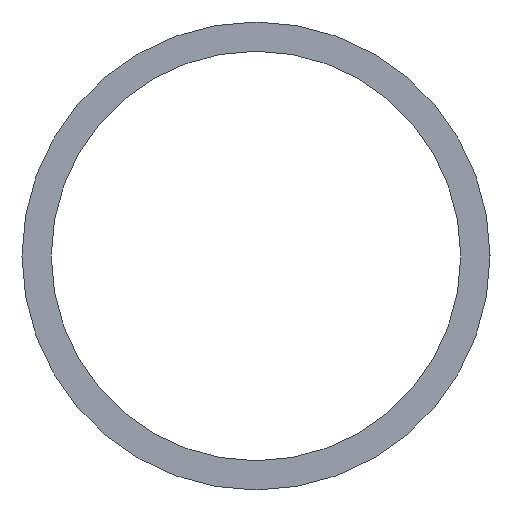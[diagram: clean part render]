
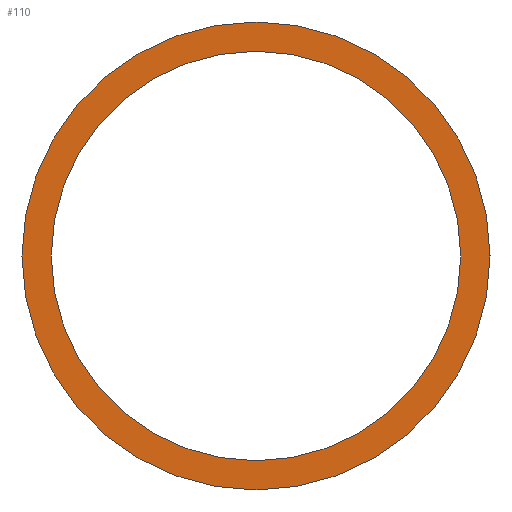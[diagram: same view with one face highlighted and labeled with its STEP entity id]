
A CAD part, left-side view. The second image highlights one B-rep face of the part: STEP entity #110.
In plain terms, the highlighted planar face has unit normal (-1, 0, 0).
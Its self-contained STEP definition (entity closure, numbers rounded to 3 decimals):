
#15 = CARTESIAN_POINT ( 'NONE',  ( 0., 0., 0. ) ) ;
#17 = PLANE ( 'NONE',  #40 ) ;
#23 = EDGE_CURVE ( 'NONE', #62, #62, #35, .T. ) ;
#31 = FACE_BOUND ( 'NONE', #134, .T. ) ;
#35 = CIRCLE ( 'NONE', #42, 7. ) ;
#37 = DIRECTION ( 'NONE',  ( 1., 0., 0. ) ) ;
#40 = AXIS2_PLACEMENT_3D ( 'NONE', #75, #131, #100 ) ;
#42 = AXIS2_PLACEMENT_3D ( 'NONE', #15, #37, #61 ) ;
#49 = CARTESIAN_POINT ( 'NONE',  ( 0., 0., 0. ) ) ;
#54 = ORIENTED_EDGE ( 'NONE', *, *, #76, .F. ) ;
#61 = DIRECTION ( 'NONE',  ( 0., 0., -1. ) ) ;
#62 = VERTEX_POINT ( 'NONE', #165 ) ;
#63 = DIRECTION ( 'NONE',  ( 1., 0., 0. ) ) ;
#64 = CARTESIAN_POINT ( 'NONE',  ( 0., 0., -8. ) ) ;
#68 = FACE_OUTER_BOUND ( 'NONE', #97, .T. ) ;
#70 = CIRCLE ( 'NONE', #80, 8. ) ;
#75 = CARTESIAN_POINT ( 'NONE',  ( 0., 0., 0. ) ) ;
#76 = EDGE_CURVE ( 'NONE', #146, #146, #70, .T. ) ;
#80 = AXIS2_PLACEMENT_3D ( 'NONE', #49, #63, #140 ) ;
#97 = EDGE_LOOP ( 'NONE', ( #54 ) ) ;
#100 = DIRECTION ( 'NONE',  ( 0., 0., -1. ) ) ;
#110 = ADVANCED_FACE ( 'NONE', ( #68, #31 ), #17, .F. ) ;
#114 = ORIENTED_EDGE ( 'NONE', *, *, #23, .T. ) ;
#131 = DIRECTION ( 'NONE',  ( 1., 0., 0. ) ) ;
#134 = EDGE_LOOP ( 'NONE', ( #114 ) ) ;
#140 = DIRECTION ( 'NONE',  ( 0., 0., -1. ) ) ;
#146 = VERTEX_POINT ( 'NONE', #64 ) ;
#165 = CARTESIAN_POINT ( 'NONE',  ( 0., 0., -7. ) ) ;
